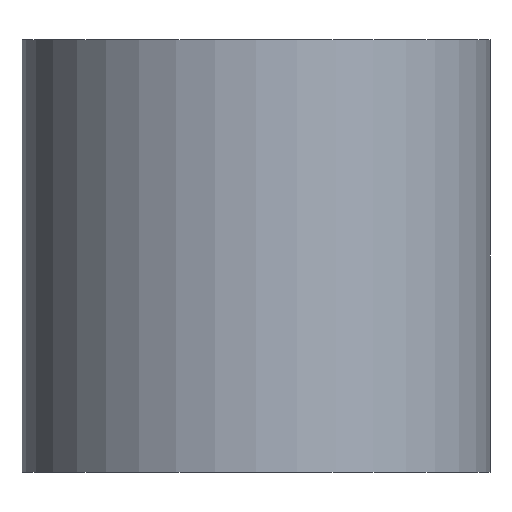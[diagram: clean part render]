
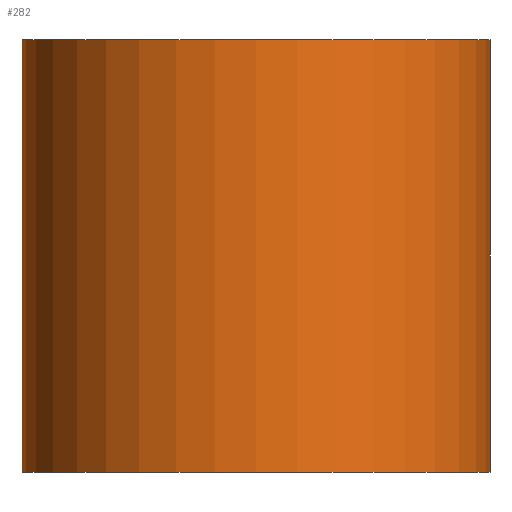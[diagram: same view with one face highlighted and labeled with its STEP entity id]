
A CAD part, front view. The second image highlights one B-rep face of the part: STEP entity #282.
In plain terms, the highlighted cylindrical face has radius 16.5 mm (diameter 33 mm), a full revolution.
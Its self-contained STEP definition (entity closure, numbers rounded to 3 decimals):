
#232=CARTESIAN_POINT('',(0.,0.,30.));
#233=DIRECTION('',(0.,0.,-1.));
#234=DIRECTION('',(-1.,0.,0.));
#235=AXIS2_PLACEMENT_3D('',#232,#233,#234);
#236=CYLINDRICAL_SURFACE('',#235,16.5);
#237=CARTESIAN_POINT('',(-16.5,0.,19.5));
#238=VERTEX_POINT('',#237);
#239=CARTESIAN_POINT('',(-16.5,0.,50.));
#240=VERTEX_POINT('',#239);
#241=CARTESIAN_POINT('',(-16.5,0.,19.5));
#242=DIRECTION('',(-0.,-0.,1.));
#243=VECTOR('',#242,30.5);
#244=LINE('',#241,#243);
#245=EDGE_CURVE('',#238,#240,#244,.T.);
#246=ORIENTED_EDGE('',*,*,#245,.T.);
#247=CARTESIAN_POINT('',(16.5,-0.,50.));
#248=VERTEX_POINT('',#247);
#249=CARTESIAN_POINT('',(0.,0.,50.));
#250=DIRECTION('',(0.,0.,1.));
#251=DIRECTION('',(1.,0.,-0.));
#252=AXIS2_PLACEMENT_3D('',#249,#250,#251);
#253=CIRCLE('',#252,16.5);
#254=EDGE_CURVE('',#248,#240,#253,.T.);
#255=ORIENTED_EDGE('',*,*,#254,.F.);
#256=CARTESIAN_POINT('',(0.,0.,50.));
#257=DIRECTION('',(0.,0.,1.));
#258=DIRECTION('',(1.,0.,-0.));
#259=AXIS2_PLACEMENT_3D('',#256,#257,#258);
#260=CIRCLE('',#259,16.5);
#261=EDGE_CURVE('',#240,#248,#260,.T.);
#262=ORIENTED_EDGE('',*,*,#261,.F.);
#263=ORIENTED_EDGE('',*,*,#245,.F.);
#264=CARTESIAN_POINT('',(16.5,-0.,19.5));
#265=VERTEX_POINT('',#264);
#266=CARTESIAN_POINT('',(0.,0.,19.5));
#267=DIRECTION('',(0.,0.,1.));
#268=DIRECTION('',(1.,0.,-0.));
#269=AXIS2_PLACEMENT_3D('',#266,#267,#268);
#270=CIRCLE('',#269,16.5);
#271=EDGE_CURVE('',#238,#265,#270,.T.);
#272=ORIENTED_EDGE('',*,*,#271,.T.);
#273=CARTESIAN_POINT('',(0.,0.,19.5));
#274=DIRECTION('',(0.,0.,1.));
#275=DIRECTION('',(1.,0.,-0.));
#276=AXIS2_PLACEMENT_3D('',#273,#274,#275);
#277=CIRCLE('',#276,16.5);
#278=EDGE_CURVE('',#265,#238,#277,.T.);
#279=ORIENTED_EDGE('',*,*,#278,.T.);
#280=EDGE_LOOP('',(#246,#255,#262,#263,#272,#279));
#281=FACE_BOUND('',#280,.T.);
#282=ADVANCED_FACE('',(#281),#236,.T.);
